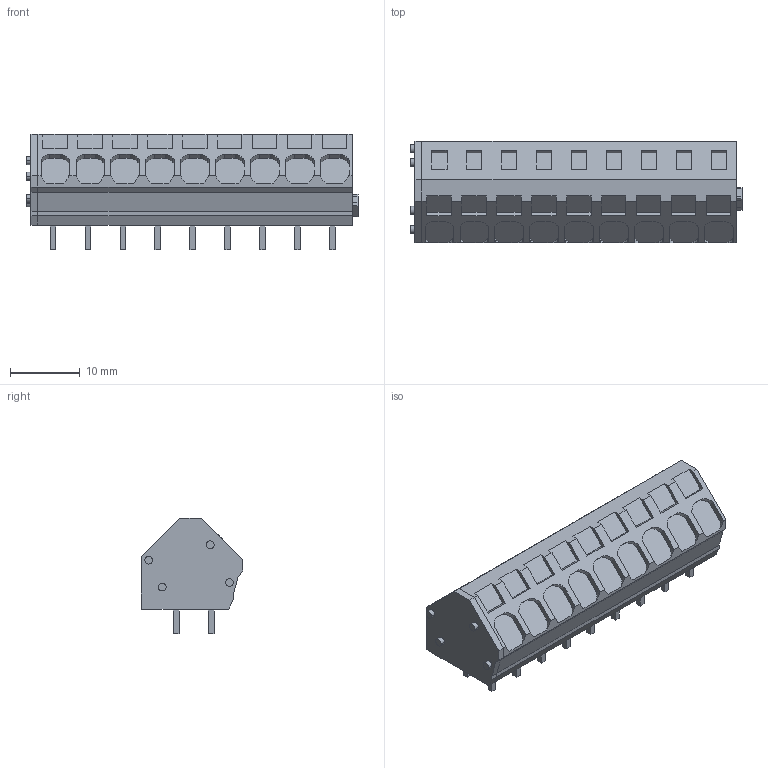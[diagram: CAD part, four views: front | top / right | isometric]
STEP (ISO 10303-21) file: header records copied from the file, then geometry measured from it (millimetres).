
FILE_DESCRIPTION(('CATIA V5R20 STEP214','CAx-IF Rec.Pracs.--- Model Styling and Organization---1.4--- 2014-01-23'),'2;1');
FILE_NAME ('026340-3_0', '2019-03-13T07:06:45+00:00', ('Weidmueller Interface'), ('Weidmueller'), 'CATIA Version 5-6 Release 2016 SP3 HF44', 'CATIA V5 STEP AP214', 'none');
FILE_SCHEMA(('AUTOMOTIVE_DESIGN { 1 0 10303 214 1 1 1 1 }'));
Length unit declared in the file: millimetre
Products named in the file (1): 1914050000
Bounding box: 47.5 x 14.5 x 16.48 mm (x, y, z)
Volume: 6527 mm3; surface area: 3760 mm2
Topology: 20 solids, 38 shells, 552 faces, 1413 edges, 951 vertices
Faces by surface type: plane 401, cylinder 151
Entity records: 15180 total; most frequent: CARTESIAN_POINT 3130, ORIENTED_EDGE 2826, DIRECTION 1809, EDGE_CURVE 1413, VECTOR 1084, LINE 1084, VERTEX_POINT 951, EDGE_LOOP 574
